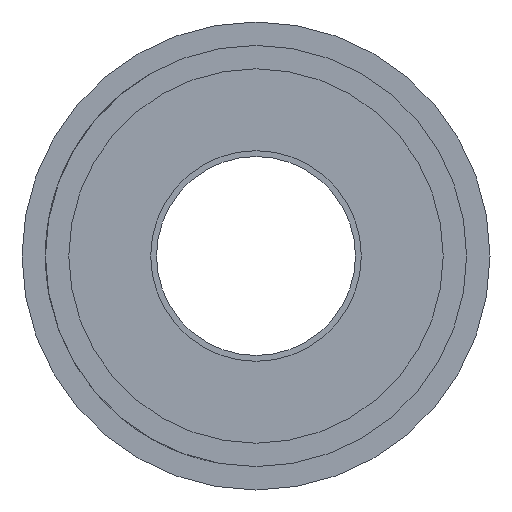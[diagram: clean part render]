
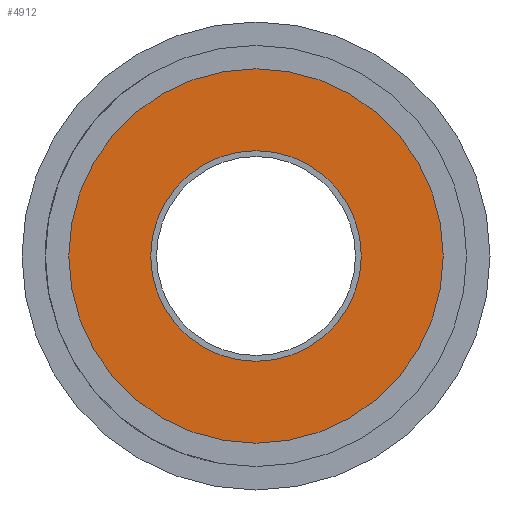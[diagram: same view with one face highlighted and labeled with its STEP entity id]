
A CAD part, left-side view. The second image highlights one B-rep face of the part: STEP entity #4912.
In plain terms, the highlighted planar face has unit normal (-1, 0, 0).
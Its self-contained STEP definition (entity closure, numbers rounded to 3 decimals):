
#15 = DIRECTION ( 'NONE',  ( -1., 0., 0. ) ) ;
#41 = PLANE ( 'NONE',  #5405 ) ;
#52 = EDGE_LOOP ( 'NONE', ( #794, #5693 ) ) ;
#135 = FACE_BOUND ( 'NONE', #52, .T. ) ;
#203 = CARTESIAN_POINT ( 'NONE',  ( 0., 0., 0. ) ) ;
#319 = CARTESIAN_POINT ( 'NONE',  ( 0., 0., -8. ) ) ;
#410 = DIRECTION ( 'NONE',  ( -1., 0., 0. ) ) ;
#651 = AXIS2_PLACEMENT_3D ( 'NONE', #203, #15, #2912 ) ;
#794 = ORIENTED_EDGE ( 'NONE', *, *, #8893, .F. ) ;
#916 = AXIS2_PLACEMENT_3D ( 'NONE', #5994, #8764, #2533 ) ;
#1214 = CIRCLE ( 'NONE', #6292, 8. ) ;
#1561 = VERTEX_POINT ( 'NONE', #319 ) ;
#1999 = DIRECTION ( 'NONE',  ( -1., 0., 0. ) ) ;
#2026 = DIRECTION ( 'NONE',  ( 1., 0., 0. ) ) ;
#2040 = DIRECTION ( 'NONE',  ( 0., 0., 1. ) ) ;
#2533 = DIRECTION ( 'NONE',  ( 0., 0., 1. ) ) ;
#2661 = CARTESIAN_POINT ( 'NONE',  ( 0., 0., -4.5 ) ) ;
#2891 = CARTESIAN_POINT ( 'NONE',  ( 0., 0., 0. ) ) ;
#2912 = DIRECTION ( 'NONE',  ( 0., 0., 1. ) ) ;
#3210 = ORIENTED_EDGE ( 'NONE', *, *, #6665, .T. ) ;
#3297 = DIRECTION ( 'NONE',  ( 0., 0., 1. ) ) ;
#3525 = AXIS2_PLACEMENT_3D ( 'NONE', #8716, #410, #3297 ) ;
#3793 = EDGE_CURVE ( 'NONE', #5755, #3841, #5991, .T. ) ;
#3829 = VERTEX_POINT ( 'NONE', #4166 ) ;
#3841 = VERTEX_POINT ( 'NONE', #6346 ) ;
#4166 = CARTESIAN_POINT ( 'NONE',  ( 0., 0., 8. ) ) ;
#4827 = CIRCLE ( 'NONE', #3525, 8. ) ;
#4912 = ADVANCED_FACE ( 'NONE', ( #135, #7622 ), #41, .F. ) ;
#5147 = EDGE_CURVE ( 'NONE', #3829, #1561, #4827, .T. ) ;
#5405 = AXIS2_PLACEMENT_3D ( 'NONE', #2891, #2026, #7714 ) ;
#5577 = CIRCLE ( 'NONE', #651, 4.5 ) ;
#5693 = ORIENTED_EDGE ( 'NONE', *, *, #3793, .F. ) ;
#5755 = VERTEX_POINT ( 'NONE', #2661 ) ;
#5991 = CIRCLE ( 'NONE', #916, 4.5 ) ;
#5994 = CARTESIAN_POINT ( 'NONE',  ( 0., 0., 0. ) ) ;
#6292 = AXIS2_PLACEMENT_3D ( 'NONE', #8227, #1999, #2040 ) ;
#6346 = CARTESIAN_POINT ( 'NONE',  ( 0., 0., 4.5 ) ) ;
#6665 = EDGE_CURVE ( 'NONE', #1561, #3829, #1214, .T. ) ;
#6997 = EDGE_LOOP ( 'NONE', ( #7960, #3210 ) ) ;
#7622 = FACE_OUTER_BOUND ( 'NONE', #6997, .T. ) ;
#7714 = DIRECTION ( 'NONE',  ( 0., 0., -1. ) ) ;
#7960 = ORIENTED_EDGE ( 'NONE', *, *, #5147, .T. ) ;
#8227 = CARTESIAN_POINT ( 'NONE',  ( 0., 0., 0. ) ) ;
#8716 = CARTESIAN_POINT ( 'NONE',  ( 0., 0., 0. ) ) ;
#8764 = DIRECTION ( 'NONE',  ( -1., 0., 0. ) ) ;
#8893 = EDGE_CURVE ( 'NONE', #3841, #5755, #5577, .T. ) ;
